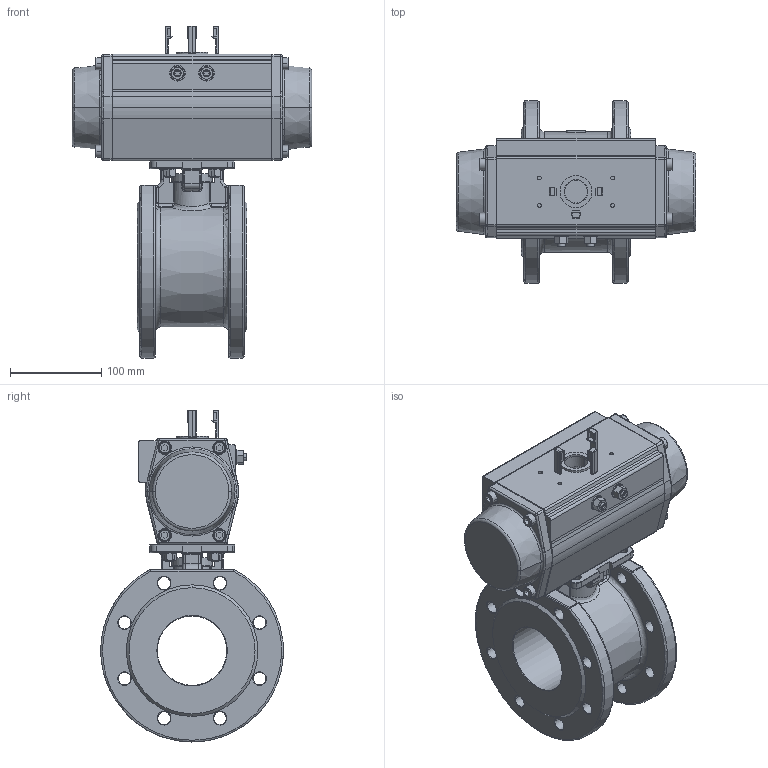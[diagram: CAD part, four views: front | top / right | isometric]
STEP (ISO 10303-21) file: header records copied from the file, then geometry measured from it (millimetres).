
FILE_DESCRIPTION(('HOOPS Exchange Step'),'2;1');
FILE_NAME('PK0700_DN80.stp','2025-05-09T10:24:01+02:00',('nieru'),('Unknown organisation'),'HOOPS Exchange 2024.2','HOOPS Exchange','Unknown authorisation');
FILE_SCHEMA( ('AP203_CONFIGURATION_CONTROLLED_3D_DESIGN_OF_MECHANICAL_PARTS_AND_ASSEMBLIES_MIM_LF') );
Length unit declared in the file: millimetre
Products named in the file (5): 0; root
Assembly tree (4 placements, depth 3):
  root
    0
      0
      0
      0
Bounding box: 262 x 199.74 x 363.5 mm (x, y, z)
Volume: 3286740.2 mm3; surface area: 446458.8 mm2
Topology: 33 solids, 33 shells, 1554 faces, 3724 edges, 2238 vertices
Faces by surface type: cylinder 562, plane 389, bspline 202, torus 189, cone 184, sphere 28
Full cylindrical faces by diameter (mm): 6.8 x1, 76 x1
Entity records: 68609 total; most frequent: CARTESIAN_POINT 33715, ORIENTED_EDGE 7346, DIRECTION 7079, EDGE_CURVE 3673, AXIS2_PLACEMENT_3D 2838, VERTEX_POINT 2240, EDGE_LOOP 1707, FACE_BOUND 1707
